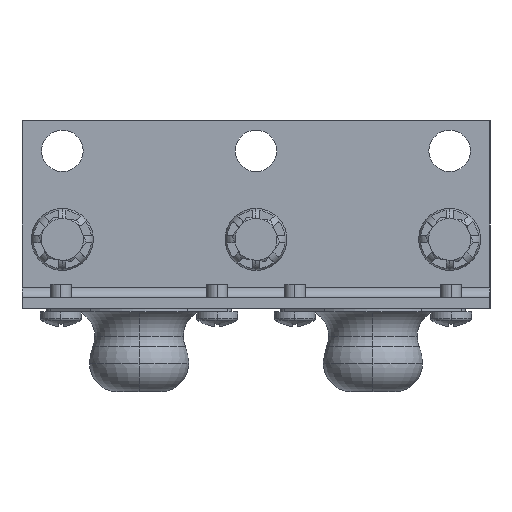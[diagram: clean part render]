
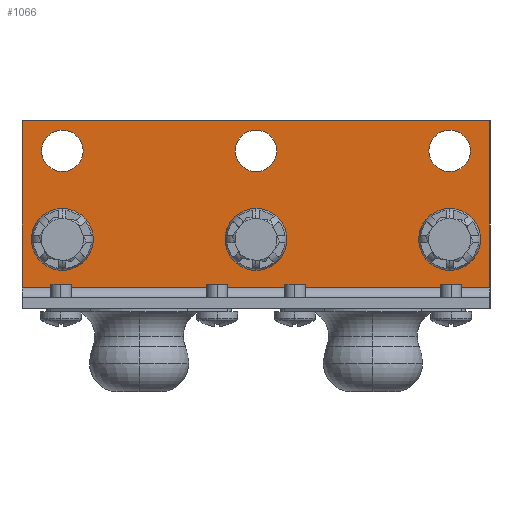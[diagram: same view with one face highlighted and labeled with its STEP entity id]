
A CAD part, left-side view. The second image highlights one B-rep face of the part: STEP entity #1066.
In plain terms, the highlighted face is planar.
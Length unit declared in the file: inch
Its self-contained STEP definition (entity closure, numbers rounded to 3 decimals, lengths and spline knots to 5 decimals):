
#12 = AXIS2_PLACEMENT_3D ( 'NONE', #7565, #775, #1384 ) ;
#121 = ORIENTED_EDGE ( 'NONE', *, *, #2849, .T. ) ;
#270 = CARTESIAN_POINT ( 'NONE',  ( 0.8125, 1.75, 0.1019 ) ) ;
#363 = CARTESIAN_POINT ( 'NONE',  ( 1.2375, -1.75, 0.1019 ) ) ;
#403 = EDGE_CURVE ( 'NONE', #4741, #5032, #1693, .T. ) ;
#413 = DIRECTION ( 'NONE',  ( 0., 0., 1. ) ) ;
#456 = ORIENTED_EDGE ( 'NONE', *, *, #7273, .F. ) ;
#473 = DIRECTION ( 'NONE',  ( 1., 0., 0. ) ) ;
#488 = CARTESIAN_POINT ( 'NONE',  ( 1.6125, -1.75, 0.1019 ) ) ;
#509 = ORIENTED_EDGE ( 'NONE', *, *, #7463, .F. ) ;
#654 = CARTESIAN_POINT ( 'NONE',  ( 1.2375, 1.75, 0.1019 ) ) ;
#670 = DIRECTION ( 'NONE',  ( 1., 0., 0. ) ) ;
#688 = EDGE_CURVE ( 'NONE', #4914, #6158, #4930, .T. ) ;
#775 = DIRECTION ( 'NONE',  ( 0., 0., 1. ) ) ;
#846 = CIRCLE ( 'NONE', #2806, 0.1875 ) ;
#864 = VERTEX_POINT ( 'NONE', #4820 ) ;
#957 = ORIENTED_EDGE ( 'NONE', *, *, #6467, .F. ) ;
#961 = CARTESIAN_POINT ( 'NONE',  ( 0.1919, -2.115, 0.1019 ) ) ;
#1030 = CARTESIAN_POINT ( 'NONE',  ( 1.425, -1.75, 0.1019 ) ) ;
#1066 = ADVANCED_FACE ( 'NONE', ( #5909, #4731, #7222, #5336, #1656, #7844, #2835 ), #2279, .T. ) ;
#1120 = CIRCLE ( 'NONE', #1920, 0.1875 ) ;
#1175 = ORIENTED_EDGE ( 'NONE', *, *, #5795, .F. ) ;
#1289 = VERTEX_POINT ( 'NONE', #363 ) ;
#1333 = CIRCLE ( 'NONE', #2633, 0.1875 ) ;
#1384 = DIRECTION ( 'NONE',  ( 1., 0., 0. ) ) ;
#1422 = EDGE_CURVE ( 'NONE', #2939, #7169, #1441, .T. ) ;
#1426 = CARTESIAN_POINT ( 'NONE',  ( 1.6125, 1.75, 0.1019 ) ) ;
#1437 = ORIENTED_EDGE ( 'NONE', *, *, #3157, .F. ) ;
#1441 = CIRCLE ( 'NONE', #3778, 0.1875 ) ;
#1539 = CARTESIAN_POINT ( 'NONE',  ( 0.625, -1.75, 0.1019 ) ) ;
#1604 = LINE ( 'NONE', #2953, #3060 ) ;
#1611 = DIRECTION ( 'NONE',  ( 0., 0., 1. ) ) ;
#1636 = CARTESIAN_POINT ( 'NONE',  ( 1.7, -2.115, 0.1019 ) ) ;
#1656 = FACE_BOUND ( 'NONE', #4196, .T. ) ;
#1693 = CIRCLE ( 'NONE', #6608, 0.1875 ) ;
#1805 = EDGE_CURVE ( 'NONE', #7169, #2939, #3249, .T. ) ;
#1847 = ORIENTED_EDGE ( 'NONE', *, *, #2429, .F. ) ;
#1920 = AXIS2_PLACEMENT_3D ( 'NONE', #6069, #7963, #473 ) ;
#1926 = DIRECTION ( 'NONE',  ( 0., 0., 1. ) ) ;
#2041 = VECTOR ( 'NONE', #4043, 39.37008 ) ;
#2213 = VERTEX_POINT ( 'NONE', #3667 ) ;
#2229 = DIRECTION ( 'NONE',  ( -1., 0., 0. ) ) ;
#2259 = DIRECTION ( 'NONE',  ( 1., 0., 0. ) ) ;
#2279 = PLANE ( 'NONE',  #7537 ) ;
#2363 = EDGE_LOOP ( 'NONE', ( #6537, #957, #121, #6910 ) ) ;
#2429 = EDGE_CURVE ( 'NONE', #1289, #5405, #4038, .T. ) ;
#2510 = CARTESIAN_POINT ( 'NONE',  ( 1.425, 1.75, 0.1019 ) ) ;
#2633 = AXIS2_PLACEMENT_3D ( 'NONE', #4375, #4413, #7578 ) ;
#2662 = VERTEX_POINT ( 'NONE', #961 ) ;
#2806 = AXIS2_PLACEMENT_3D ( 'NONE', #4019, #413, #3370 ) ;
#2835 = FACE_OUTER_BOUND ( 'NONE', #2363, .T. ) ;
#2849 = EDGE_CURVE ( 'NONE', #4487, #5615, #5589, .T. ) ;
#2939 = VERTEX_POINT ( 'NONE', #3879 ) ;
#2953 = CARTESIAN_POINT ( 'NONE',  ( 0., -2.115, 0.1019 ) ) ;
#2993 = ORIENTED_EDGE ( 'NONE', *, *, #688, .F. ) ;
#3040 = CIRCLE ( 'NONE', #7588, 0.1875 ) ;
#3047 = CARTESIAN_POINT ( 'NONE',  ( 1.425, -1.75, 0.1019 ) ) ;
#3048 = DIRECTION ( 'NONE',  ( 0., 0., 1. ) ) ;
#3060 = VECTOR ( 'NONE', #2229, 39.37008 ) ;
#3157 = EDGE_CURVE ( 'NONE', #7920, #864, #1333, .T. ) ;
#3249 = CIRCLE ( 'NONE', #12, 0.1875 ) ;
#3323 = CIRCLE ( 'NONE', #7898, 0.1875 ) ;
#3370 = DIRECTION ( 'NONE',  ( 1., 0., 0. ) ) ;
#3391 = CARTESIAN_POINT ( 'NONE',  ( 0.1919, 2.115, 0.1019 ) ) ;
#3393 = CARTESIAN_POINT ( 'NONE',  ( 1.7, 2.115, 0.1019 ) ) ;
#3408 = DIRECTION ( 'NONE',  ( 0., 0., 1. ) ) ;
#3415 = CARTESIAN_POINT ( 'NONE',  ( 1.425, 0., 0.1019 ) ) ;
#3558 = VECTOR ( 'NONE', #6243, 39.37008 ) ;
#3662 = CARTESIAN_POINT ( 'NONE',  ( 0.8125, 0., 0.1019 ) ) ;
#3667 = CARTESIAN_POINT ( 'NONE',  ( 0.4375, -1.75, 0.1019 ) ) ;
#3678 = DIRECTION ( 'NONE',  ( 1., 0., 0. ) ) ;
#3778 = AXIS2_PLACEMENT_3D ( 'NONE', #3415, #4116, #7829 ) ;
#3879 = CARTESIAN_POINT ( 'NONE',  ( 1.6125, 0., 0.1019 ) ) ;
#3997 = ORIENTED_EDGE ( 'NONE', *, *, #4866, .F. ) ;
#4019 = CARTESIAN_POINT ( 'NONE',  ( 1.425, 1.75, 0.1019 ) ) ;
#4038 = CIRCLE ( 'NONE', #5201, 0.1875 ) ;
#4043 = DIRECTION ( 'NONE',  ( 0., -1., 0. ) ) ;
#4065 = CARTESIAN_POINT ( 'NONE',  ( 0.625, 0., 0.1019 ) ) ;
#4093 = CIRCLE ( 'NONE', #4361, 0.1875 ) ;
#4109 = ORIENTED_EDGE ( 'NONE', *, *, #7023, .F. ) ;
#4116 = DIRECTION ( 'NONE',  ( 0., 0., 1. ) ) ;
#4196 = EDGE_LOOP ( 'NONE', ( #1847, #1175 ) ) ;
#4361 = AXIS2_PLACEMENT_3D ( 'NONE', #1030, #5990, #5376 ) ;
#4373 = CARTESIAN_POINT ( 'NONE',  ( 0.625, -1.75, 0.1019 ) ) ;
#4375 = CARTESIAN_POINT ( 'NONE',  ( 0.625, 1.75, 0.1019 ) ) ;
#4413 = DIRECTION ( 'NONE',  ( 0., 0., 1. ) ) ;
#4480 = CARTESIAN_POINT ( 'NONE',  ( 0.1919, 2.115, 0.1019 ) ) ;
#4487 = VERTEX_POINT ( 'NONE', #7879 ) ;
#4585 = CARTESIAN_POINT ( 'NONE',  ( 0.4375, 0., 0.1019 ) ) ;
#4615 = CIRCLE ( 'NONE', #6569, 0.1875 ) ;
#4731 = FACE_BOUND ( 'NONE', #7418, .T. ) ;
#4741 = VERTEX_POINT ( 'NONE', #1426 ) ;
#4820 = CARTESIAN_POINT ( 'NONE',  ( 0.4375, 1.75, 0.1019 ) ) ;
#4866 = EDGE_CURVE ( 'NONE', #7165, #2213, #3040, .T. ) ;
#4914 = VERTEX_POINT ( 'NONE', #3662 ) ;
#4930 = CIRCLE ( 'NONE', #5311, 0.1875 ) ;
#4969 = EDGE_LOOP ( 'NONE', ( #5481, #5435 ) ) ;
#5032 = VERTEX_POINT ( 'NONE', #654 ) ;
#5035 = LINE ( 'NONE', #3393, #2041 ) ;
#5086 = ORIENTED_EDGE ( 'NONE', *, *, #1422, .F. ) ;
#5201 = AXIS2_PLACEMENT_3D ( 'NONE', #3047, #1926, #5673 ) ;
#5222 = EDGE_LOOP ( 'NONE', ( #456, #3997 ) ) ;
#5294 = CARTESIAN_POINT ( 'NONE',  ( 0., 2.115, 0.1019 ) ) ;
#5311 = AXIS2_PLACEMENT_3D ( 'NONE', #5674, #3048, #5517 ) ;
#5336 = FACE_BOUND ( 'NONE', #4969, .T. ) ;
#5376 = DIRECTION ( 'NONE',  ( 1., 0., 0. ) ) ;
#5405 = VERTEX_POINT ( 'NONE', #488 ) ;
#5435 = ORIENTED_EDGE ( 'NONE', *, *, #403, .F. ) ;
#5481 = ORIENTED_EDGE ( 'NONE', *, *, #6254, .F. ) ;
#5497 = DIRECTION ( 'NONE',  ( 0., 0., 1. ) ) ;
#5503 = EDGE_LOOP ( 'NONE', ( #509, #2993 ) ) ;
#5517 = DIRECTION ( 'NONE',  ( 1., 0., 0. ) ) ;
#5589 = LINE ( 'NONE', #6866, #3558 ) ;
#5615 = VERTEX_POINT ( 'NONE', #3391 ) ;
#5673 = DIRECTION ( 'NONE',  ( 1., 0., 0. ) ) ;
#5674 = CARTESIAN_POINT ( 'NONE',  ( 0.625, 0., 0.1019 ) ) ;
#5795 = EDGE_CURVE ( 'NONE', #5405, #1289, #4093, .T. ) ;
#5811 = EDGE_CURVE ( 'NONE', #6287, #2662, #1604, .T. ) ;
#5909 = FACE_BOUND ( 'NONE', #5503, .T. ) ;
#5974 = DIRECTION ( 'NONE',  ( 1., 0., 0. ) ) ;
#5990 = DIRECTION ( 'NONE',  ( 0., 0., 1. ) ) ;
#6069 = CARTESIAN_POINT ( 'NONE',  ( 0.625, 1.75, 0.1019 ) ) ;
#6106 = EDGE_LOOP ( 'NONE', ( #4109, #1437 ) ) ;
#6109 = CARTESIAN_POINT ( 'NONE',  ( 1.2375, 0., 0.1019 ) ) ;
#6158 = VERTEX_POINT ( 'NONE', #4585 ) ;
#6243 = DIRECTION ( 'NONE',  ( -1., 0., 0. ) ) ;
#6254 = EDGE_CURVE ( 'NONE', #5032, #4741, #846, .T. ) ;
#6287 = VERTEX_POINT ( 'NONE', #1636 ) ;
#6415 = DIRECTION ( 'NONE',  ( 0., -1., 0. ) ) ;
#6419 = DIRECTION ( 'NONE',  ( 1., 0., 0. ) ) ;
#6467 = EDGE_CURVE ( 'NONE', #4487, #6287, #5035, .T. ) ;
#6537 = ORIENTED_EDGE ( 'NONE', *, *, #5811, .F. ) ;
#6569 = AXIS2_PLACEMENT_3D ( 'NONE', #4373, #5497, #3678 ) ;
#6608 = AXIS2_PLACEMENT_3D ( 'NONE', #2510, #7459, #670 ) ;
#6866 = CARTESIAN_POINT ( 'NONE',  ( 0., 2.115, 0.1019 ) ) ;
#6887 = CARTESIAN_POINT ( 'NONE',  ( 0.8125, -1.75, 0.1019 ) ) ;
#6910 = ORIENTED_EDGE ( 'NONE', *, *, #7356, .T. ) ;
#7023 = EDGE_CURVE ( 'NONE', #864, #7920, #1120, .T. ) ;
#7165 = VERTEX_POINT ( 'NONE', #6887 ) ;
#7169 = VERTEX_POINT ( 'NONE', #6109 ) ;
#7222 = FACE_BOUND ( 'NONE', #6106, .T. ) ;
#7273 = EDGE_CURVE ( 'NONE', #2213, #7165, #4615, .T. ) ;
#7295 = ORIENTED_EDGE ( 'NONE', *, *, #1805, .F. ) ;
#7356 = EDGE_CURVE ( 'NONE', #5615, #2662, #7574, .T. ) ;
#7418 = EDGE_LOOP ( 'NONE', ( #7295, #5086 ) ) ;
#7459 = DIRECTION ( 'NONE',  ( 0., 0., 1. ) ) ;
#7463 = EDGE_CURVE ( 'NONE', #6158, #4914, #3323, .T. ) ;
#7537 = AXIS2_PLACEMENT_3D ( 'NONE', #5294, #1611, #6419 ) ;
#7565 = CARTESIAN_POINT ( 'NONE',  ( 1.425, 0., 0.1019 ) ) ;
#7574 = LINE ( 'NONE', #4480, #7622 ) ;
#7578 = DIRECTION ( 'NONE',  ( 1., 0., 0. ) ) ;
#7588 = AXIS2_PLACEMENT_3D ( 'NONE', #1539, #3408, #5974 ) ;
#7622 = VECTOR ( 'NONE', #6415, 39.37008 ) ;
#7829 = DIRECTION ( 'NONE',  ( 1., 0., 0. ) ) ;
#7844 = FACE_BOUND ( 'NONE', #5222, .T. ) ;
#7871 = DIRECTION ( 'NONE',  ( 0., 0., 1. ) ) ;
#7879 = CARTESIAN_POINT ( 'NONE',  ( 1.7, 2.115, 0.1019 ) ) ;
#7898 = AXIS2_PLACEMENT_3D ( 'NONE', #4065, #7871, #2259 ) ;
#7920 = VERTEX_POINT ( 'NONE', #270 ) ;
#7963 = DIRECTION ( 'NONE',  ( 0., 0., 1. ) ) ;
